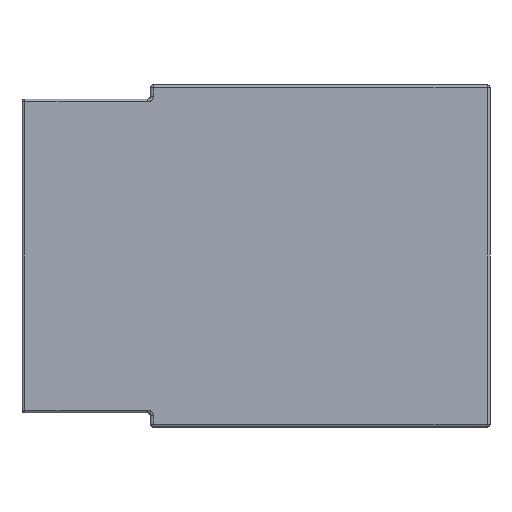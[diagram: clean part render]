
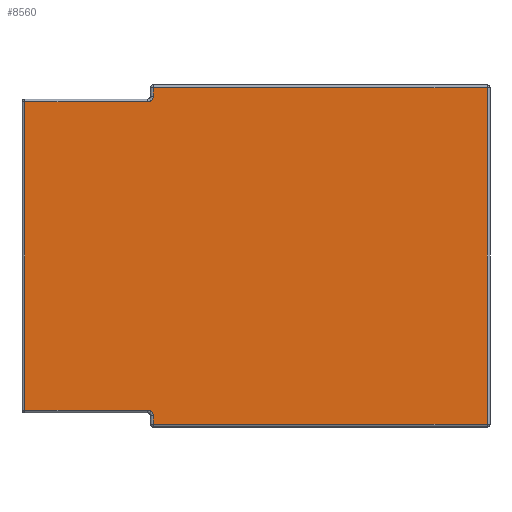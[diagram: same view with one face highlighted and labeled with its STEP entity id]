
A CAD part, front view. The second image highlights one B-rep face of the part: STEP entity #8560.
In plain terms, the highlighted planar face has unit normal (0, -1, 0).
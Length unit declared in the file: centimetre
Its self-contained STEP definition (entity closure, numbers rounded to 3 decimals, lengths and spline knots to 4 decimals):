
#118 = DIRECTION ( 'NONE',  ( 0., 0., -1. ) ) ;
#431 = VERTEX_POINT ( 'NONE', #11620 ) ;
#504 = LINE ( 'NONE', #2863, #11720 ) ;
#531 = VECTOR ( 'NONE', #1270, 100. ) ;
#686 = EDGE_CURVE ( 'NONE', #1421, #6019, #7181, .T. ) ;
#724 = DIRECTION ( 'NONE',  ( 0., 0., -1. ) ) ;
#1057 = DIRECTION ( 'NONE',  ( 0., 0., 1. ) ) ;
#1270 = DIRECTION ( 'NONE',  ( 0., 0., -1. ) ) ;
#1402 = CARTESIAN_POINT ( 'NONE',  ( -7.5755, 0., 6.858 ) ) ;
#1421 = VERTEX_POINT ( 'NONE', #3497 ) ;
#1734 = VECTOR ( 'NONE', #3926, 100. ) ;
#1989 = DIRECTION ( 'NONE',  ( 0., 0., 1. ) ) ;
#2252 = VERTEX_POINT ( 'NONE', #12254 ) ;
#2256 = EDGE_CURVE ( 'NONE', #9406, #7255, #7651, .T. ) ;
#2846 = CARTESIAN_POINT ( 'NONE',  ( -7.4686, 0., -7.112 ) ) ;
#2863 = CARTESIAN_POINT ( 'NONE',  ( -7.4686, 0., 7.62 ) ) ;
#3201 = PLANE ( 'NONE',  #10349 ) ;
#3445 = EDGE_CURVE ( 'NONE', #6019, #2252, #12723, .T. ) ;
#3497 = CARTESIAN_POINT ( 'NONE',  ( 7.4, 0., 7.493 ) ) ;
#3663 = EDGE_CURVE ( 'NONE', #7375, #1421, #11873, .T. ) ;
#3817 = CARTESIAN_POINT ( 'NONE',  ( -13.1836, 0., 6.858 ) ) ;
#3926 = DIRECTION ( 'NONE',  ( -1., 0., 0. ) ) ;
#4115 = VECTOR ( 'NONE', #118, 100. ) ;
#4256 = CARTESIAN_POINT ( 'NONE',  ( -7.4686, 0., -7.112 ) ) ;
#4306 = ORIENTED_EDGE ( 'NONE', *, *, #3663, .T. ) ;
#4668 = CARTESIAN_POINT ( 'NONE',  ( -7.4686, 0., 7.493 ) ) ;
#4730 = VECTOR ( 'NONE', #6886, 100. ) ;
#4828 = ORIENTED_EDGE ( 'NONE', *, *, #13044, .T. ) ;
#5022 = CARTESIAN_POINT ( 'NONE',  ( -7.5755, 0., -6.858 ) ) ;
#5319 = CARTESIAN_POINT ( 'NONE',  ( -7.62, 0., 7.62 ) ) ;
#5512 = CARTESIAN_POINT ( 'NONE',  ( -7.7266, 0., -6.858 ) ) ;
#5616 = ORIENTED_EDGE ( 'NONE', *, *, #8057, .T. ) ;
#5781 = CARTESIAN_POINT ( 'NONE',  ( -7.4686, 0., 6.9632 ) ) ;
#6019 = VERTEX_POINT ( 'NONE', #4668 ) ;
#6612 = CARTESIAN_POINT ( 'NONE',  ( -13.1836, 0., -6.985 ) ) ;
#6697 = EDGE_LOOP ( 'NONE', ( #14034, #4306, #8992, #11210, #8787, #5616, #10265, #7307, #12286, #4828 ) ) ;
#6881 = VERTEX_POINT ( 'NONE', #7759 ) ;
#6886 = DIRECTION ( 'NONE',  ( 1., 0., 0. ) ) ;
#7173 = CARTESIAN_POINT ( 'NONE',  ( -7.62, 0., 7.493 ) ) ;
#7181 = LINE ( 'NONE', #7173, #1734 ) ;
#7255 = VERTEX_POINT ( 'NONE', #5512 ) ;
#7259 = EDGE_CURVE ( 'NONE', #7762, #9406, #12794, .T. ) ;
#7307 = ORIENTED_EDGE ( 'NONE', *, *, #2256, .T. ) ;
#7375 = VERTEX_POINT ( 'NONE', #11155 ) ;
#7414 = EDGE_CURVE ( 'NONE', #6881, #7375, #10407, .T. ) ;
#7470 = FACE_OUTER_BOUND ( 'NONE', #6697, .T. ) ;
#7489 = VECTOR ( 'NONE', #10941, 100. ) ;
#7569 = DIRECTION ( 'NONE',  ( 0., 1., 0. ) ) ;
#7651 = LINE ( 'NONE', #11205, #4730 ) ;
#7759 = CARTESIAN_POINT ( 'NONE',  ( -7.4686, 0., -7.493 ) ) ;
#7762 = VERTEX_POINT ( 'NONE', #3817 ) ;
#8057 = EDGE_CURVE ( 'NONE', #431, #7762, #10709, .T. ) ;
#8560 = ADVANCED_FACE ( 'NONE', ( #7470 ), #3201, .F. ) ;
#8787 = ORIENTED_EDGE ( 'NONE', *, *, #11048, .F. ) ;
#8970 = VECTOR ( 'NONE', #1989, 100. ) ;
#8992 = ORIENTED_EDGE ( 'NONE', *, *, #686, .T. ) ;
#9010 = VERTEX_POINT ( 'NONE', #4256 ) ;
#9016 = CARTESIAN_POINT ( 'NONE',  ( -7.7266, 0., 6.858 ) ) ;
#9357 = CARTESIAN_POINT ( 'NONE',  ( -7.4686, 0., -6.9632 ) ) ;
#9406 = VERTEX_POINT ( 'NONE', #11563 ) ;
#9545 = CARTESIAN_POINT ( 'NONE',  ( 7.4, 0., 7.62 ) ) ;
#9845 = CARTESIAN_POINT ( 'NONE',  ( -13.335, 0., 6.858 ) ) ;
#10120 = CARTESIAN_POINT ( 'NONE',  ( -7.62, 0., -7.493 ) ) ;
#10265 = ORIENTED_EDGE ( 'NONE', *, *, #7259, .T. ) ;
#10349 = AXIS2_PLACEMENT_3D ( 'NONE', #5319, #7569, #1057 ) ;
#10407 = LINE ( 'NONE', #10120, #12966 ) ;
#10709 = LINE ( 'NONE', #9845, #7489 ) ;
#10941 = DIRECTION ( 'NONE',  ( -1., 0., 0. ) ) ;
#11048 = EDGE_CURVE ( 'NONE', #431, #2252, #11410, .T. ) ;
#11155 = CARTESIAN_POINT ( 'NONE',  ( 7.4, 0., -7.493 ) ) ;
#11204 = DIRECTION ( 'NONE',  ( 1., 0., 0. ) ) ;
#11205 = CARTESIAN_POINT ( 'NONE',  ( -7.62, 0., -6.858 ) ) ;
#11210 = ORIENTED_EDGE ( 'NONE', *, *, #3445, .T. ) ;
#11410 =( BOUNDED_CURVE ( )  B_SPLINE_CURVE ( 3, ( #9016, #1402, #5781, #13403 ),
 .UNSPECIFIED., .F., .F. ) 
 B_SPLINE_CURVE_WITH_KNOTS ( ( 4, 4 ),
 ( 1.5708, 3.1416 ),
 .UNSPECIFIED. ) 
 CURVE ( )  GEOMETRIC_REPRESENTATION_ITEM ( )  RATIONAL_B_SPLINE_CURVE ( ( 1., 0.805, 0.805, 1. ) ) 
 REPRESENTATION_ITEM ( '' )  );
#11563 = CARTESIAN_POINT ( 'NONE',  ( -13.1836, 0., -6.858 ) ) ;
#11620 = CARTESIAN_POINT ( 'NONE',  ( -7.7266, 0., 6.858 ) ) ;
#11720 = VECTOR ( 'NONE', #724, 100. ) ;
#11873 = LINE ( 'NONE', #9545, #8970 ) ;
#11920 = EDGE_CURVE ( 'NONE', #9010, #7255, #12031, .T. ) ;
#12031 =( BOUNDED_CURVE ( )  B_SPLINE_CURVE ( 3, ( #2846, #9357, #5022, #12620 ),
 .UNSPECIFIED., .F., .F. ) 
 B_SPLINE_CURVE_WITH_KNOTS ( ( 4, 4 ),
 ( 0., 1.5708 ),
 .UNSPECIFIED. ) 
 CURVE ( )  GEOMETRIC_REPRESENTATION_ITEM ( )  RATIONAL_B_SPLINE_CURVE ( ( 1., 0.805, 0.805, 1. ) ) 
 REPRESENTATION_ITEM ( '' )  );
#12110 = CARTESIAN_POINT ( 'NONE',  ( -7.4686, 0., 7.62 ) ) ;
#12254 = CARTESIAN_POINT ( 'NONE',  ( -7.4686, 0., 7.112 ) ) ;
#12286 = ORIENTED_EDGE ( 'NONE', *, *, #11920, .F. ) ;
#12620 = CARTESIAN_POINT ( 'NONE',  ( -7.7266, 0., -6.858 ) ) ;
#12723 = LINE ( 'NONE', #12110, #531 ) ;
#12794 = LINE ( 'NONE', #6612, #4115 ) ;
#12966 = VECTOR ( 'NONE', #11204, 100. ) ;
#13044 = EDGE_CURVE ( 'NONE', #9010, #6881, #504, .T. ) ;
#13403 = CARTESIAN_POINT ( 'NONE',  ( -7.4686, 0., 7.112 ) ) ;
#14034 = ORIENTED_EDGE ( 'NONE', *, *, #7414, .T. ) ;
